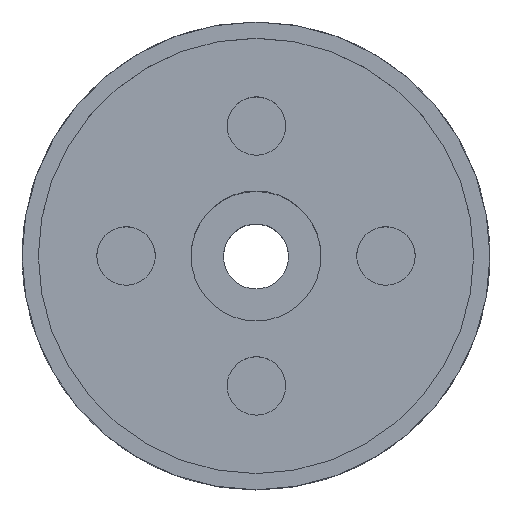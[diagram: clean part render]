
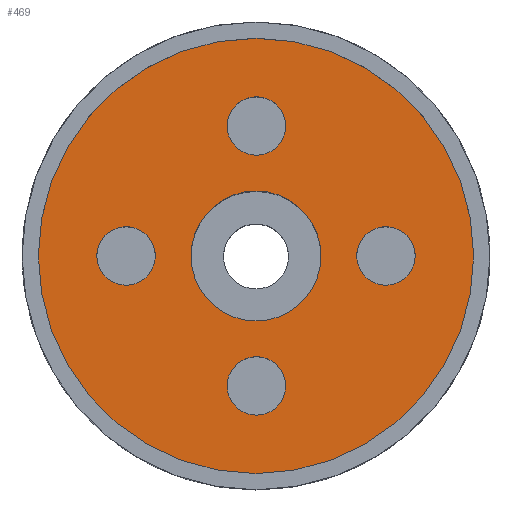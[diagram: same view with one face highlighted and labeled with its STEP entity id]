
A CAD part, top view. The second image highlights one B-rep face of the part: STEP entity #469.
In plain terms, the highlighted planar face has unit normal (0, 0, 1).
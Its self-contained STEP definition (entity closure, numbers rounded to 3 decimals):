
#20=FACE_BOUND('',#111,.T.);
#21=FACE_BOUND('',#112,.T.);
#22=FACE_BOUND('',#113,.T.);
#23=FACE_BOUND('',#114,.T.);
#24=FACE_BOUND('',#115,.T.);
#50=PLANE('',#538);
#77=FACE_OUTER_BOUND('',#110,.T.);
#110=EDGE_LOOP('',(#382));
#111=EDGE_LOOP('',(#383));
#112=EDGE_LOOP('',(#384));
#113=EDGE_LOOP('',(#385));
#114=EDGE_LOOP('',(#386));
#115=EDGE_LOOP('',(#387));
#167=CIRCLE('',#495,2.25);
#169=CIRCLE('',#499,2.25);
#171=CIRCLE('',#503,2.25);
#173=CIRCLE('',#507,2.25);
#195=CIRCLE('',#535,5.);
#197=CIRCLE('',#539,16.75);
#203=VERTEX_POINT('',#704);
#205=VERTEX_POINT('',#711);
#207=VERTEX_POINT('',#718);
#209=VERTEX_POINT('',#725);
#234=VERTEX_POINT('',#1128);
#236=VERTEX_POINT('',#1135);
#243=EDGE_CURVE('',#203,#203,#167,.T.);
#246=EDGE_CURVE('',#205,#205,#169,.T.);
#249=EDGE_CURVE('',#207,#207,#171,.T.);
#252=EDGE_CURVE('',#209,#209,#173,.T.);
#291=EDGE_CURVE('',#234,#234,#195,.T.);
#293=EDGE_CURVE('',#236,#236,#197,.T.);
#382=ORIENTED_EDGE('',*,*,#293,.F.);
#383=ORIENTED_EDGE('',*,*,#243,.T.);
#384=ORIENTED_EDGE('',*,*,#246,.T.);
#385=ORIENTED_EDGE('',*,*,#249,.T.);
#386=ORIENTED_EDGE('',*,*,#252,.T.);
#387=ORIENTED_EDGE('',*,*,#291,.T.);
#469=ADVANCED_FACE('',(#77,#20,#21,#22,#23,#24),#50,.T.);
#495=AXIS2_PLACEMENT_3D('',#705,#561,#562);
#499=AXIS2_PLACEMENT_3D('',#712,#570,#571);
#503=AXIS2_PLACEMENT_3D('',#719,#579,#580);
#507=AXIS2_PLACEMENT_3D('',#726,#588,#589);
#535=AXIS2_PLACEMENT_3D('',#1130,#653,#654);
#538=AXIS2_PLACEMENT_3D('',#1134,#659,#660);
#539=AXIS2_PLACEMENT_3D('',#1136,#661,#662);
#561=DIRECTION('center_axis',(0.,0.,
-1.));
#562=DIRECTION('ref_axis',(-1.,0.,0.));
#570=DIRECTION('center_axis',(0.,0.,
-1.));
#571=DIRECTION('ref_axis',(-1.,0.,0.));
#579=DIRECTION('center_axis',(0.,0.,
-1.));
#580=DIRECTION('ref_axis',(-1.,0.,0.));
#588=DIRECTION('center_axis',(0.,0.,
-1.));
#589=DIRECTION('ref_axis',(-1.,0.,0.));
#653=DIRECTION('center_axis',(0.,0.,
-1.));
#654=DIRECTION('ref_axis',(1.,0.,0.));
#659=DIRECTION('center_axis',(0.,0.,1.));
#660=DIRECTION('ref_axis',(-1.,0.,0.));
#661=DIRECTION('center_axis',(0.,0.,
-1.));
#662=DIRECTION('ref_axis',(-1.,0.,0.));
#704=CARTESIAN_POINT('',(18.533,9.999,33.));
#705=CARTESIAN_POINT('Origin',(16.283,9.999,33.));
#711=CARTESIAN_POINT('',(28.5,0.002,33.));
#712=CARTESIAN_POINT('Origin',(26.25,0.002,33.));
#718=CARTESIAN_POINT('',(8.5,0.002,33.));
#719=CARTESIAN_POINT('Origin',(6.25,0.002,33.));
#725=CARTESIAN_POINT('',(18.534,-10.001,33.));
#726=CARTESIAN_POINT('Origin',(16.284,-10.001,33.));
#1128=CARTESIAN_POINT('',(11.25,-0.001,33.));
#1130=CARTESIAN_POINT('Origin',(16.25,-0.001,33.));
#1134=CARTESIAN_POINT('Origin',(16.25,-0.001,33.));
#1135=CARTESIAN_POINT('',(33.,-0.001,33.));
#1136=CARTESIAN_POINT('Origin',(16.25,-0.001,33.));
